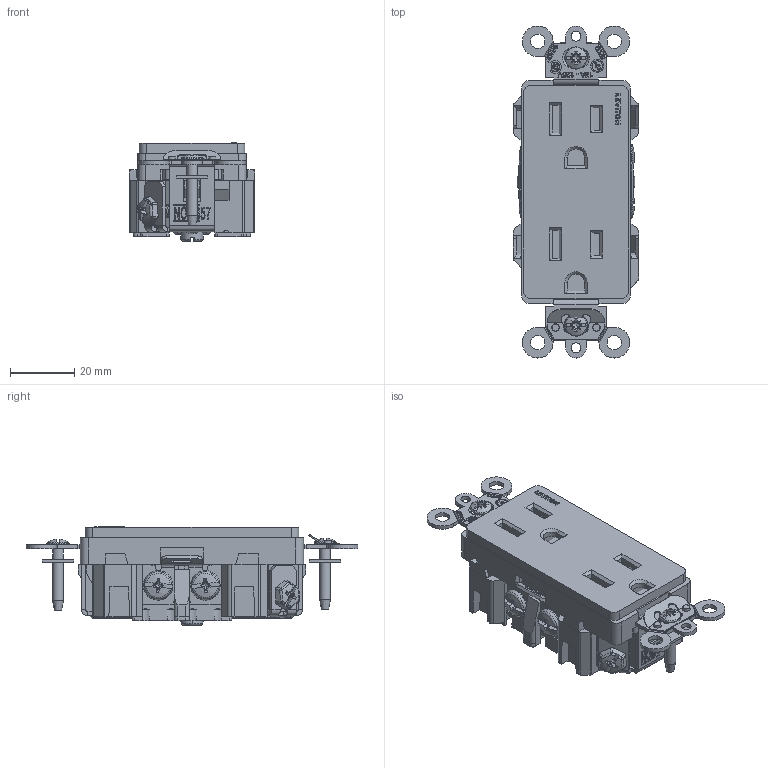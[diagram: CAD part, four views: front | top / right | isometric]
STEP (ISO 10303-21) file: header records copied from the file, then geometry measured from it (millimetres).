
FILE_DESCRIPTION (( 'STEP AP214' ), '1' );
FILE_NAME ('CATSTD-16262-00X-M01.STEP', '2020-09-24T14:33:00', ( '' ), ( '' ), 'SwSTEP 2.0', 'SolidWorks 2020', '' );
FILE_SCHEMA (( 'AUTOMOTIVE_DESIGN' ));
Length unit declared in the file: inch
Products named in the file (1): CATSTD-16262-00X-M01
Bounding box: 38.89 x 103.17 x 30.63 mm (x, y, z)
Volume: 55512.9 mm3; surface area: 35951.7 mm2
Topology: 7 solids, 10 shells, 2527 faces, 7208 edges, 4647 vertices
Faces by surface type: plane 1815, cylinder 367, bspline 145, cone 124, torus 46, sphere 30
Full cylindrical faces by diameter (mm): 1.321 x2, 2.184 x4, 2.362 x2, 2.438 x2, 2.858 x2, 3.099 x2, 3.229 x1, 3.251 x1, 3.404 x2, 3.556 x2, 3.962 x1, 4.521 x4, 4.75 x1, 4.803 x4, 5.385 x1, 6.858 x2
Entity records: 123901 total; most frequent: CARTESIAN_POINT 27195, ORIENTED_EDGE 14144, DIRECTION 12108, EDGE_CURVE 7072, VECTOR 5122, LINE 5122, VERTEX_POINT 4605, AXIS2_PLACEMENT_3D 3493
